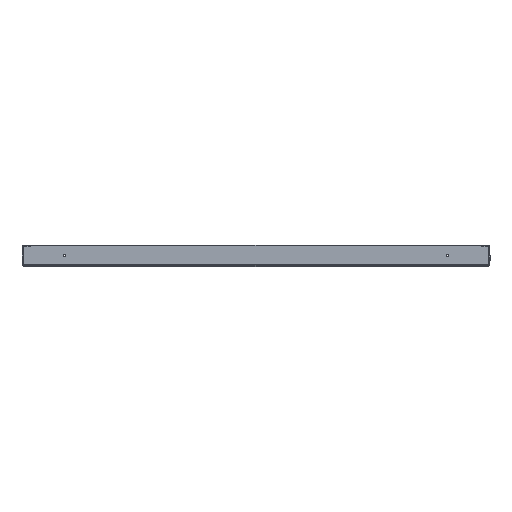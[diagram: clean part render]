
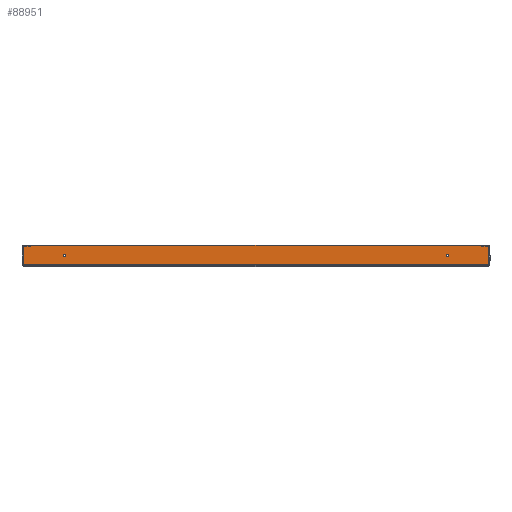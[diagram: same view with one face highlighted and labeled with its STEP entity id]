
A CAD part, front view. The second image highlights one B-rep face of the part: STEP entity #88951.
In plain terms, the highlighted planar face has unit normal (0, -1, 0).
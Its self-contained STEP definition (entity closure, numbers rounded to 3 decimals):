
#1307 = EDGE_CURVE ( 'NONE', #23489, #31586, #85853, .T. ) ;
#2199 = EDGE_CURVE ( 'NONE', #13446, #64665, #24969, .T. ) ;
#2703 = LINE ( 'NONE', #80985, #67854 ) ;
#3785 = VERTEX_POINT ( 'NONE', #7272 ) ;
#5099 = DIRECTION ( 'NONE',  ( 0., 0., 1. ) ) ;
#7272 = CARTESIAN_POINT ( 'NONE',  ( 546.929, -900., 3. ) ) ;
#8128 = VECTOR ( 'NONE', #51843, 1000. ) ;
#9890 = VERTEX_POINT ( 'NONE', #89423 ) ;
#10160 = DIRECTION ( 'NONE',  ( 0., 0., 1. ) ) ;
#11496 = AXIS2_PLACEMENT_3D ( 'NONE', #18884, #90467, #17490 ) ;
#13004 = CIRCLE ( 'NONE', #11496, 3. ) ;
#13302 = ORIENTED_EDGE ( 'NONE', *, *, #2199, .T. ) ;
#13446 = VERTEX_POINT ( 'NONE', #49915 ) ;
#15014 = VERTEX_POINT ( 'NONE', #31998 ) ;
#15158 = EDGE_CURVE ( 'NONE', #3785, #53245, #2703, .T. ) ;
#15447 = CARTESIAN_POINT ( 'NONE',  ( 450., -900., 26.5 ) ) ;
#17192 = ORIENTED_EDGE ( 'NONE', *, *, #15158, .T. ) ;
#17490 = DIRECTION ( 'NONE',  ( 0., 0., 1. ) ) ;
#17496 = FACE_BOUND ( 'NONE', #53473, .T. ) ;
#17967 = AXIS2_PLACEMENT_3D ( 'NONE', #93758, #28406, #57028 ) ;
#18040 = ORIENTED_EDGE ( 'NONE', *, *, #66151, .T. ) ;
#18884 = CARTESIAN_POINT ( 'NONE',  ( -450., -900., 23.5 ) ) ;
#23214 = EDGE_CURVE ( 'NONE', #3785, #91174, #68831, .T. ) ;
#23489 = VERTEX_POINT ( 'NONE', #88771 ) ;
#24646 = DIRECTION ( 'NONE',  ( 0., 0., 1. ) ) ;
#24969 = LINE ( 'NONE', #72843, #8128 ) ;
#25589 = CARTESIAN_POINT ( 'NONE',  ( 0., -900., 0. ) ) ;
#26663 = DIRECTION ( 'NONE',  ( 0., 1., 0. ) ) ;
#26943 = DIRECTION ( 'NONE',  ( 0., 1., 0. ) ) ;
#28372 = EDGE_LOOP ( 'NONE', ( #13302, #18040, #91550, #46706, #17192, #70118 ) ) ;
#28406 = DIRECTION ( 'NONE',  ( 0., 1., 0. ) ) ;
#28551 = AXIS2_PLACEMENT_3D ( 'NONE', #33992, #40224, #10160 ) ;
#28723 = DIRECTION ( 'NONE',  ( 0., 0., 1. ) ) ;
#29755 = VERTEX_POINT ( 'NONE', #36969 ) ;
#30552 = ORIENTED_EDGE ( 'NONE', *, *, #42167, .T. ) ;
#30655 = CARTESIAN_POINT ( 'NONE',  ( -545.929, -900., 47. ) ) ;
#30865 = VECTOR ( 'NONE', #74104, 1000. ) ;
#31586 = VERTEX_POINT ( 'NONE', #15447 ) ;
#31998 = CARTESIAN_POINT ( 'NONE',  ( -450., -900., 20.5 ) ) ;
#33992 = CARTESIAN_POINT ( 'NONE',  ( 545.929, -900., 46. ) ) ;
#34081 = AXIS2_PLACEMENT_3D ( 'NONE', #42207, #26943, #90900 ) ;
#36969 = CARTESIAN_POINT ( 'NONE',  ( -450., -900., 26.5 ) ) ;
#37730 = CARTESIAN_POINT ( 'NONE',  ( -546.929, -900., 3. ) ) ;
#38789 = CARTESIAN_POINT ( 'NONE',  ( -550., -900., 3. ) ) ;
#39016 = CIRCLE ( 'NONE', #61846, 3. ) ;
#39512 = LINE ( 'NONE', #69071, #91038 ) ;
#40224 = DIRECTION ( 'NONE',  ( 0., -1., 0. ) ) ;
#42167 = EDGE_CURVE ( 'NONE', #29755, #15014, #39016, .T. ) ;
#42207 = CARTESIAN_POINT ( 'NONE',  ( 450., -900., 23.5 ) ) ;
#43039 = CARTESIAN_POINT ( 'NONE',  ( -545.929, -900., 46. ) ) ;
#46706 = ORIENTED_EDGE ( 'NONE', *, *, #23214, .F. ) ;
#47535 = DIRECTION ( 'NONE',  ( 0., 1., 0. ) ) ;
#49915 = CARTESIAN_POINT ( 'NONE',  ( 545.929, -900., 47. ) ) ;
#51843 = DIRECTION ( 'NONE',  ( -1., 0., 0. ) ) ;
#52358 = EDGE_CURVE ( 'NONE', #53245, #13446, #86515, .T. ) ;
#53245 = VERTEX_POINT ( 'NONE', #71500 ) ;
#53279 = FACE_BOUND ( 'NONE', #57247, .T. ) ;
#53473 = EDGE_LOOP ( 'NONE', ( #90627, #89005 ) ) ;
#57028 = DIRECTION ( 'NONE',  ( 0., 0., 1. ) ) ;
#57247 = EDGE_LOOP ( 'NONE', ( #30552, #88624 ) ) ;
#59097 = CIRCLE ( 'NONE', #17967, 3. ) ;
#61846 = AXIS2_PLACEMENT_3D ( 'NONE', #78657, #26663, #76775 ) ;
#61856 = FACE_OUTER_BOUND ( 'NONE', #28372, .T. ) ;
#63255 = DIRECTION ( 'NONE',  ( 0., 0., 1. ) ) ;
#63358 = EDGE_CURVE ( 'NONE', #15014, #29755, #13004, .T. ) ;
#64665 = VERTEX_POINT ( 'NONE', #30655 ) ;
#64831 = AXIS2_PLACEMENT_3D ( 'NONE', #43039, #65908, #28723 ) ;
#65908 = DIRECTION ( 'NONE',  ( 0., -1., 0. ) ) ;
#66151 = EDGE_CURVE ( 'NONE', #64665, #9890, #93771, .T. ) ;
#67854 = VECTOR ( 'NONE', #24646, 1000. ) ;
#68831 = LINE ( 'NONE', #38789, #30865 ) ;
#69071 = CARTESIAN_POINT ( 'NONE',  ( -546.929, -900., 0. ) ) ;
#70118 = ORIENTED_EDGE ( 'NONE', *, *, #52358, .T. ) ;
#71500 = CARTESIAN_POINT ( 'NONE',  ( 546.929, -900., 46. ) ) ;
#72843 = CARTESIAN_POINT ( 'NONE',  ( 0., -900., 47. ) ) ;
#74104 = DIRECTION ( 'NONE',  ( -1., 0., 0. ) ) ;
#76775 = DIRECTION ( 'NONE',  ( 0., 0., 1. ) ) ;
#78657 = CARTESIAN_POINT ( 'NONE',  ( -450., -900., 23.5 ) ) ;
#80870 = EDGE_CURVE ( 'NONE', #91174, #9890, #39512, .T. ) ;
#80985 = CARTESIAN_POINT ( 'NONE',  ( 546.929, -900., 0. ) ) ;
#83640 = AXIS2_PLACEMENT_3D ( 'NONE', #25589, #47535, #63255 ) ;
#83732 = EDGE_CURVE ( 'NONE', #31586, #23489, #59097, .T. ) ;
#85853 = CIRCLE ( 'NONE', #34081, 3. ) ;
#86515 = CIRCLE ( 'NONE', #28551, 1. ) ;
#88624 = ORIENTED_EDGE ( 'NONE', *, *, #63358, .T. ) ;
#88771 = CARTESIAN_POINT ( 'NONE',  ( 450., -900., 20.5 ) ) ;
#88951 = ADVANCED_FACE ( 'NONE', ( #53279, #17496, #61856 ), #90952, .F. ) ;
#89005 = ORIENTED_EDGE ( 'NONE', *, *, #1307, .T. ) ;
#89423 = CARTESIAN_POINT ( 'NONE',  ( -546.929, -900., 46. ) ) ;
#90467 = DIRECTION ( 'NONE',  ( 0., 1., 0. ) ) ;
#90627 = ORIENTED_EDGE ( 'NONE', *, *, #83732, .T. ) ;
#90900 = DIRECTION ( 'NONE',  ( 0., 0., 1. ) ) ;
#90952 = PLANE ( 'NONE',  #83640 ) ;
#91038 = VECTOR ( 'NONE', #5099, 1000. ) ;
#91174 = VERTEX_POINT ( 'NONE', #37730 ) ;
#91550 = ORIENTED_EDGE ( 'NONE', *, *, #80870, .F. ) ;
#93758 = CARTESIAN_POINT ( 'NONE',  ( 450., -900., 23.5 ) ) ;
#93771 = CIRCLE ( 'NONE', #64831, 1. ) ;
